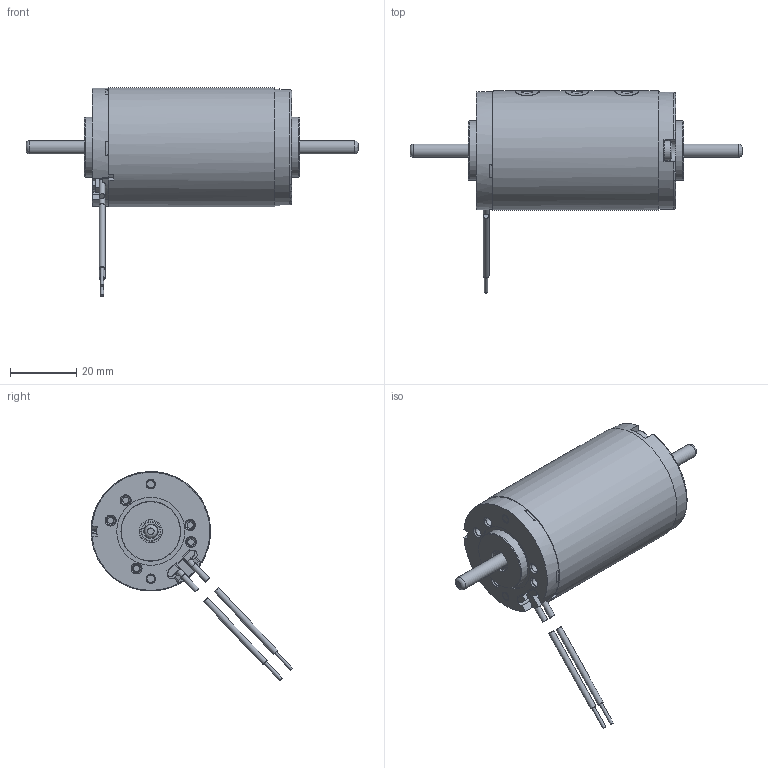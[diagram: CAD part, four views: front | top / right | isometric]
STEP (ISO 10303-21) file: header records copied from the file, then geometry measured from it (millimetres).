
FILE_DESCRIPTION(/* description */ (''),/* implementation_level */ '2;1');
FILE_NAME(/* name */ '220220_000.stp',/* time_stamp */ '2014-01-28T14:18:37+01:00',/* author */ ('KÃ¤hlig'),/* organization */ ('KÃ¤hlig Antriebstechnik GmbH'),/* preprocessor_version */ 'ST-DEVELOPER v11',/* originating_system */ 'SIEMENS UGS NX 6.0',/* authorisation */ 'Weitergabe an dritte nicht zulÃ¤ssig');
FILE_SCHEMA (('AUTOMOTIVE_DESIGN { 1 0 10303 214 1 1 1 1 }'));
Length unit declared in the file: millimetre
Products named in the file (1): Schi4DBF3vp7
Bounding box: 100 x 60.81 x 62.89 mm (x, y, z)
Volume: 20818.7 mm3; surface area: 24572.4 mm2
Topology: 18 solids, 78 shells, 666 faces, 1689 edges, 1173 vertices
Faces by surface type: plane 235, cylinder 201, cone 118, torus 64, bspline 39, sphere 5, revolution 4
Full cylindrical faces by diameter (mm): 1 x2, 1.15 x2, 1.8 x4, 2.18 x28, 2.7 x10, 2.8 x4, 3.2 x4, 4 x3, 5.6 x4, 6 x2, 6.005 x4, 7 x2, 7.78 x4, 9.22 x4, 10.267 x4, 10.5 x2, 13 x4, 15 x2, 18 x2, 20.5 x1, 33 x1, 35.3 x1
Entity records: 28832 total; most frequent: CARTESIAN_POINT 14116, DIRECTION 2901, ORIENTED_EDGE 2455, EDGE_CURVE 1398, AXIS2_PLACEMENT_3D 1199, VERTEX_POINT 1092, EDGE_LOOP 900, ADVANCED_FACE 637
